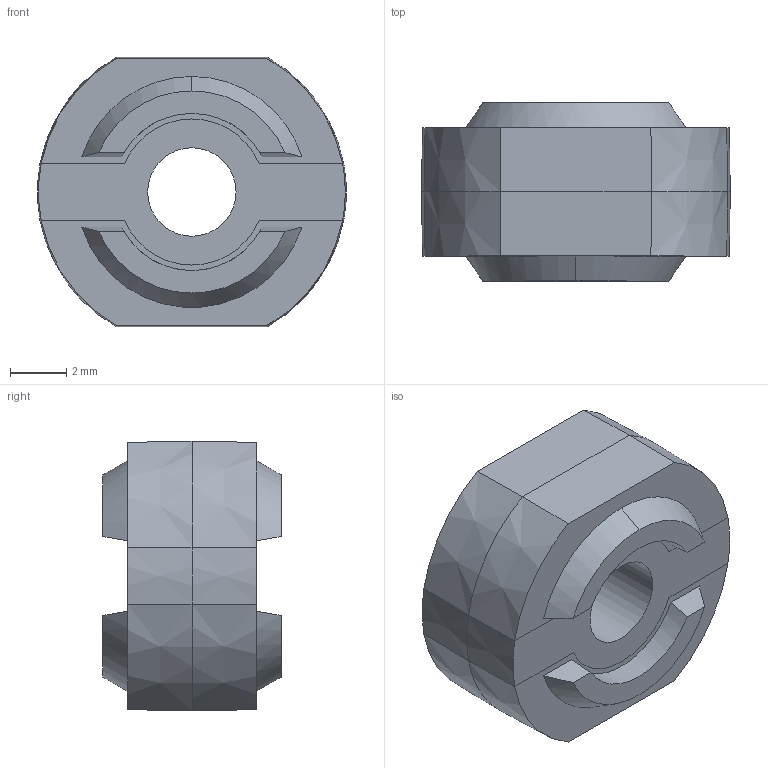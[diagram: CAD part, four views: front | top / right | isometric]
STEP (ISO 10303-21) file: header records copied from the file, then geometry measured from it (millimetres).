
FILE_DESCRIPTION (( 'STEP AP203' ), '1' );
FILE_NAME ('228-2500-143.STEP', '2014-11-19T16:34:39', ( '' ), ( '' ), 'SwSTEP 2.0', 'SolidWorks 2014', '' );
FILE_SCHEMA (( 'CONFIG_CONTROL_DESIGN' ));
Length unit declared in the file: millimetre
Products named in the file (3): 228-2500-143; 228-2500-142 Rev11_Instruction; 228-2500-143-OVERMOLD Rev11_Instruction
Assembly tree (2 placements, depth 2):
  228-2500-143
    228-2500-142 Rev11_Instruction
    228-2500-143-OVERMOLD Rev11_Instruction
Bounding box: 10.99 x 6.35 x 9.6 mm (x, y, z)
Volume: 401.7 mm3; surface area: 663.9 mm2
Topology: 2 solids, 2 shells, 91 faces, 238 edges, 153 vertices
Faces by surface type: plane 58, cone 20, cylinder 13
Entity records: 3176 total; most frequent: CARTESIAN_POINT 655, ORIENTED_EDGE 476, DIRECTION 449, EDGE_CURVE 238, AXIS2_PLACEMENT_3D 155, VERTEX_POINT 153, LINE 139, VECTOR 139
